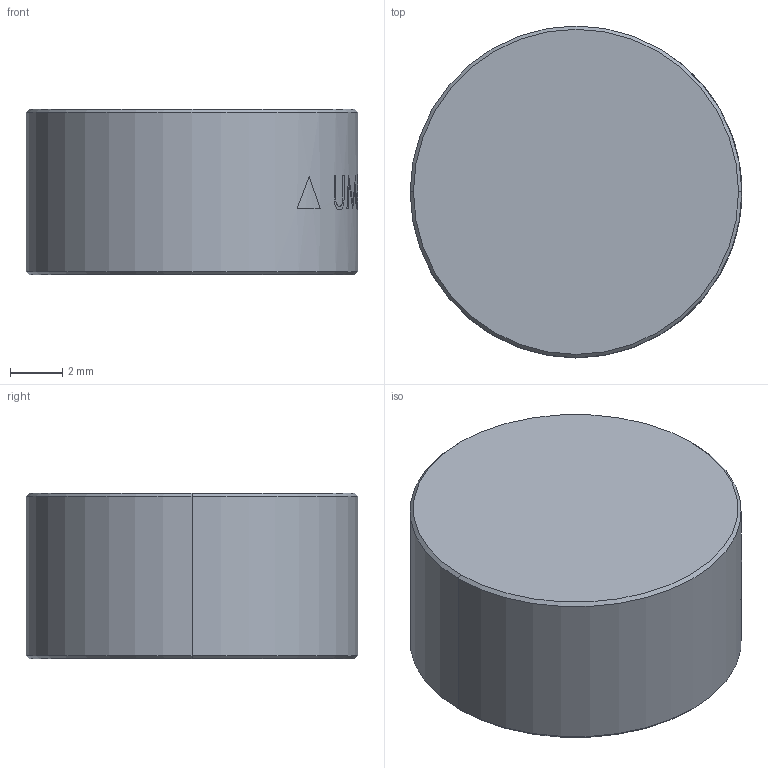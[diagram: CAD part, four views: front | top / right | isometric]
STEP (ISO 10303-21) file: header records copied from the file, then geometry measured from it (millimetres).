
FILE_DESCRIPTION (( 'STEP AP214' ), '1' );
FILE_NAME ('TTN283370-E0W.STEP', '2022-07-12T20:32:29', ( '' ), ( '' ), 'SwSTEP 2.0', 'SolidWorks 2018', '' );
FILE_SCHEMA (( 'AUTOMOTIVE_DESIGN' ));
Length unit declared in the file: metre
Products named in the file (1): TTN283370-E0W
Bounding box: 12.7 x 12.7 x 6.35 mm (x, y, z)
Volume: 803.7 mm3; surface area: 500.7 mm2
Topology: 1 solids, 1 shells, 25 faces, 121 edges, 107 vertices
Faces by surface type: cylinder 19, cone 4, plane 2
Entity records: 2153 total; most frequent: CARTESIAN_POINT 892, ORIENTED_EDGE 242, DIRECTION 151, EDGE_CURVE 121, VERTEX_POINT 107, AXIS2_PLACEMENT_3D 63, B_SPLINE_CURVE_WITH_KNOTS 59, CIRCLE 37
